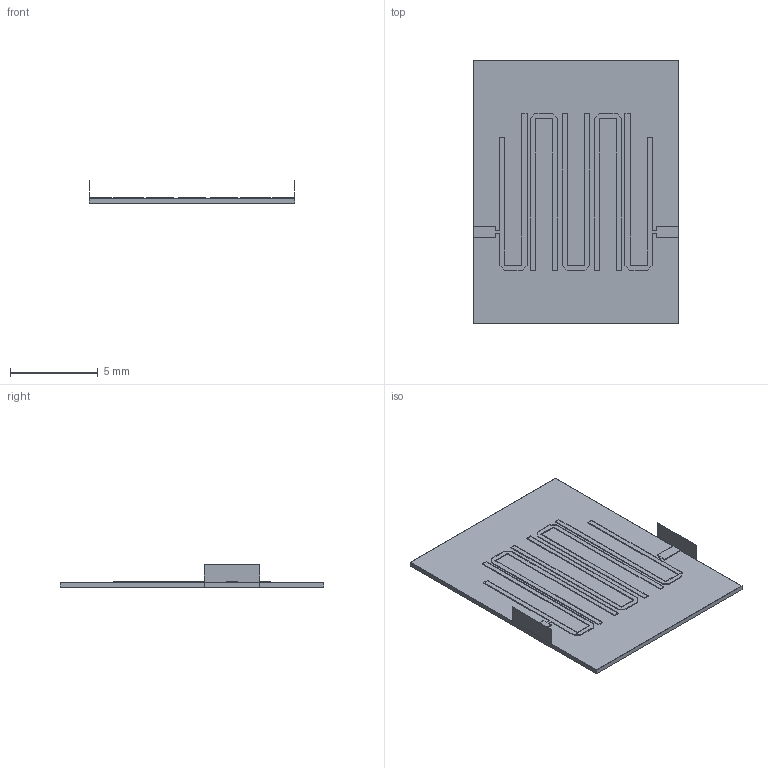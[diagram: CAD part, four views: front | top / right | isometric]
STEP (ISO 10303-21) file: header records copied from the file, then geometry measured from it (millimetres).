
FILE_DESCRIPTION(('STEP AP214'),'1');
FILE_NAME('Hairpin-Wide-Mask.stp','2021-08-25T11:12:16',('user'),(' '),'Spatial InterOp 3D','CST ACIS InterOp Converter 2016',' ');
FILE_SCHEMA(('AUTOMOTIVE_DESIGN { 1 0 10303 214 1 1 1 1 }'));
Length unit declared in the file: millimetre
Products named in the file (1): Metals/Resonator 1/Ni|Bend_Ni
Bounding box: 11.7 x 15 x 1.27 mm (x, y, z)
Volume: 49.4 mm3; surface area: 826.1 mm2
Topology: 14 solids, 16 shells, 348 faces, 944 edges, 630 vertices
Faces by surface type: plane 348
Entity records: 10921 total; most frequent: CARTESIAN_POINT 1938, ORIENTED_EDGE 1880, DIRECTION 1672, EDGE_CURVE 944, LINE 944, VECTOR 944, VERTEX_POINT 630, AXIS2_PLACEMENT_3D 364
